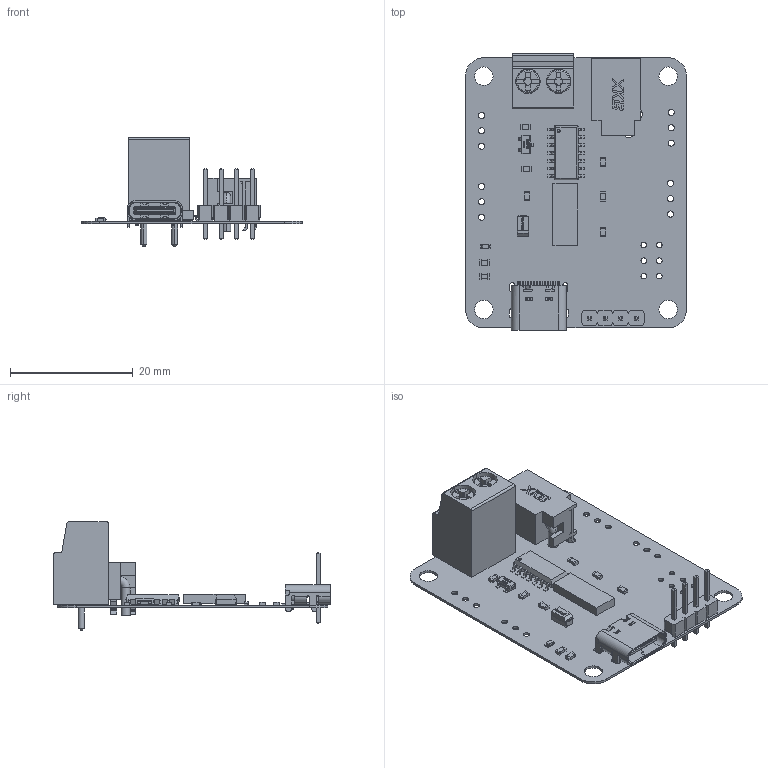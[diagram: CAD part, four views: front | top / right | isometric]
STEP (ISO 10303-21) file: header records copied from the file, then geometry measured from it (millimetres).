
FILE_DESCRIPTION(('Open CASCADE Model'),'2;1');
FILE_NAME('Open CASCADE Shape Model','2024-02-26T14:37:22',('Author'),( 'Open CASCADE'),'Open CASCADE STEP processor 7.5','Open CASCADE 7.5' ,'Unknown');
FILE_SCHEMA(('AUTOMOTIVE_DESIGN { 1 0 10303 214 1 1 1 1 }'));
Length unit declared in the file: millimetre
Products named in the file (42): PCB; Board; Open CASCADE STEP translator 7.5 3.1.1; C2; User Library-CAP_TANT_3216-18_A_case-1; P1; 65781; CN1; CONN_Screw_Terminal_5mm; pt_2.5-2-5.0-h; U3; User Library-so14-1; DC1; dc-023; USB1; TYPE-C-31-M-12--3DModel-STEP-56544; TYPE-C-31-M-12; R12; SW3DPS-RESISTOR 0603-DEFAULT; R11; C6; C7; L1; User Library-LED_0603_R; User Library-LED_0603_R_Pocket002; User Library-LED_0603_R_Pad004; User Library-LED_0603_R_Fillet; User Library-LED_0603_R_Pocket001; User Library-LED_0603_R_Pad; R7; R8; R9; R10; TR1; User Library-SOT95P240X110-3M[SOT23-3_TO-236AB]; U2; 6137243888; Extruded
Assembly tree (48 placements, depth 4):
  PCB
    Board
      Open CASCADE STEP translator 7.5 3.1.1
    C2
      User Library-CAP_TANT_3216-18_A_case-1
    P1
      65781
      65781
      65781
      65781
      65781
    CN1
      CONN_Screw_Terminal_5mm
        pt_2.5-2-5.0-h
    U3
      User Library-so14-1
    DC1
      dc-023
    USB1
      TYPE-C-31-M-12--3DModel-STEP-56544
        TYPE-C-31-M-12
    R12
      SW3DPS-RESISTOR 0603-DEFAULT
    R11
      SW3DPS-RESISTOR 0603-DEFAULT
    C6
      SW3DPS-RESISTOR 0603-DEFAULT
    C7
      SW3DPS-RESISTOR 0603-DEFAULT
    L1
      User Library-LED_0603_R
        User Library-LED_0603_R_Pocket002
        User Library-LED_0603_R_Pad004
        User Library-LED_0603_R_Fillet
        User Library-LED_0603_R_Pocket001
        User Library-LED_0603_R_Pad
    R7
      SW3DPS-RESISTOR 0603-DEFAULT
    R8
      SW3DPS-RESISTOR 0603-DEFAULT
    R9
      SW3DPS-RESISTOR 0603-DEFAULT
    R10
      SW3DPS-RESISTOR 0603-DEFAULT
    TR1
      User Library-SOT95P240X110-3M[SOT23-3_TO-236AB]
    U2
      6137243888
        Extruded
Bounding box: 36 x 45.04 x 17.6 mm (x, y, z)
Volume: 2247.2 mm3; surface area: 6006.3 mm2
Topology: 68 solids, 69 shells, 1982 faces, 5065 edges, 3279 vertices
Faces by surface type: plane 1422, cylinder 351, bspline 151, cone 44, sphere 8, torus 6
Full cylindrical faces by diameter (mm): 0.75 x2, 0.9 x6, 1 x12, 1.22 x6, 1.6 x2, 1.8 x1, 3 x4
Entity records: 71574 total; most frequent: CARTESIAN_POINT 20226, ORIENTED_EDGE 9592, DIRECTION 8635, EDGE_CURVE 4797, LINE 3655, VECTOR 3655, VERTEX_POINT 3111, AXIS2_PLACEMENT_3D 2490
